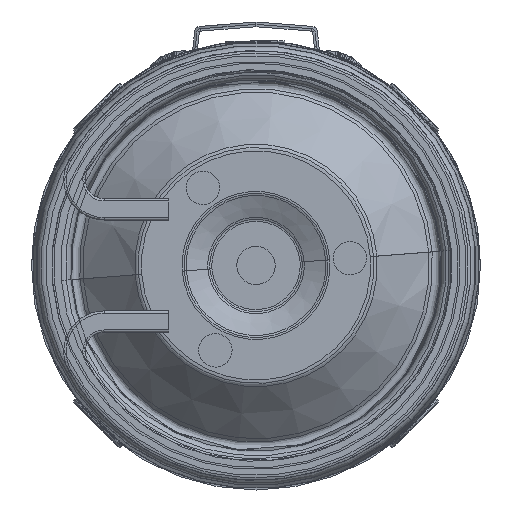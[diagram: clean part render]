
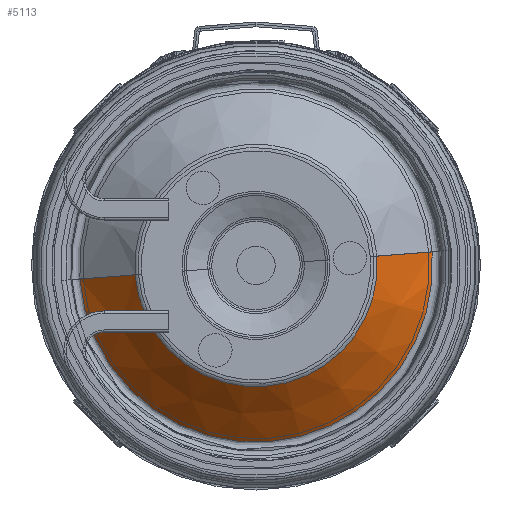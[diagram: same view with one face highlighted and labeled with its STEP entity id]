
A CAD part, front view. The second image highlights one B-rep face of the part: STEP entity #5113.
In plain terms, the highlighted conical face has half-angle 46.546 degrees and reference radius 25.375 mm.
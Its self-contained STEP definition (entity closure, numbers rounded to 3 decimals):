
#778 = VERTEX_POINT ( 'NONE', #15604 ) ;
#1869 = VECTOR ( 'NONE', #36744, 1000. ) ;
#1906 = CARTESIAN_POINT ( 'NONE',  ( 0., 0.548, -25.376 ) ) ;
#2845 = DIRECTION ( 'NONE',  ( 0., 1., 0. ) ) ;
#4522 = DIRECTION ( 'NONE',  ( 0., 0.688, -0.726 ) ) ;
#5113 = ADVANCED_FACE ( 'NONE', ( #8858 ), #24652, .T. ) ;
#7316 = DIRECTION ( 'NONE',  ( 0., 1., 0. ) ) ;
#8282 = CARTESIAN_POINT ( 'NONE',  ( 0., 0.548, -25.376 ) ) ;
#8858 = FACE_OUTER_BOUND ( 'NONE', #16889, .T. ) ;
#10144 = DIRECTION ( 'NONE',  ( 0., 0., 1. ) ) ;
#13968 = ORIENTED_EDGE ( 'NONE', *, *, #18455, .F. ) ;
#14616 = CIRCLE ( 'NONE', #19729, 36.962 ) ;
#14937 = CARTESIAN_POINT ( 'NONE',  ( 0., 11.526, 0. ) ) ;
#15036 = ORIENTED_EDGE ( 'NONE', *, *, #37197, .F. ) ;
#15523 = DIRECTION ( 'NONE',  ( 0., 0., 1. ) ) ;
#15604 = CARTESIAN_POINT ( 'NONE',  ( 0., 11.526, -36.962 ) ) ;
#16501 = VERTEX_POINT ( 'NONE', #26704 ) ;
#16889 = EDGE_LOOP ( 'NONE', ( #13968, #29598, #27129, #15036 ) ) ;
#17073 = CIRCLE ( 'NONE', #38871, 25.376 ) ;
#17443 = VERTEX_POINT ( 'NONE', #31558 ) ;
#18101 = LINE ( 'NONE', #18294, #1869 ) ;
#18294 = CARTESIAN_POINT ( 'NONE',  ( 0., 0.548, 25.376 ) ) ;
#18455 = EDGE_CURVE ( 'NONE', #20193, #778, #28737, .T. ) ;
#18530 = DIRECTION ( 'NONE',  ( 0., 1., 0. ) ) ;
#19729 = AXIS2_PLACEMENT_3D ( 'NONE', #14937, #7316, #10144 ) ;
#20193 = VERTEX_POINT ( 'NONE', #8282 ) ;
#21543 = CARTESIAN_POINT ( 'NONE',  ( 0., 0.548, 0. ) ) ;
#24652 = CONICAL_SURFACE ( 'NONE', #37452, 25.376, 0.812 ) ;
#26704 = CARTESIAN_POINT ( 'NONE',  ( 0., 11.526, 36.962 ) ) ;
#27129 = ORIENTED_EDGE ( 'NONE', *, *, #37430, .T. ) ;
#27276 = DIRECTION ( 'NONE',  ( 0., 0., 1. ) ) ;
#28737 = LINE ( 'NONE', #1906, #36235 ) ;
#29598 = ORIENTED_EDGE ( 'NONE', *, *, #35998, .T. ) ;
#30265 = CARTESIAN_POINT ( 'NONE',  ( 0., 0.548, 0. ) ) ;
#31558 = CARTESIAN_POINT ( 'NONE',  ( 0., 0.548, 25.376 ) ) ;
#35998 = EDGE_CURVE ( 'NONE', #20193, #17443, #17073, .T. ) ;
#36235 = VECTOR ( 'NONE', #4522, 1000. ) ;
#36744 = DIRECTION ( 'NONE',  ( 0., 0.688, 0.726 ) ) ;
#37197 = EDGE_CURVE ( 'NONE', #778, #16501, #14616, .T. ) ;
#37430 = EDGE_CURVE ( 'NONE', #17443, #16501, #18101, .T. ) ;
#37452 = AXIS2_PLACEMENT_3D ( 'NONE', #30265, #2845, #27276 ) ;
#38871 = AXIS2_PLACEMENT_3D ( 'NONE', #21543, #18530, #15523 ) ;
